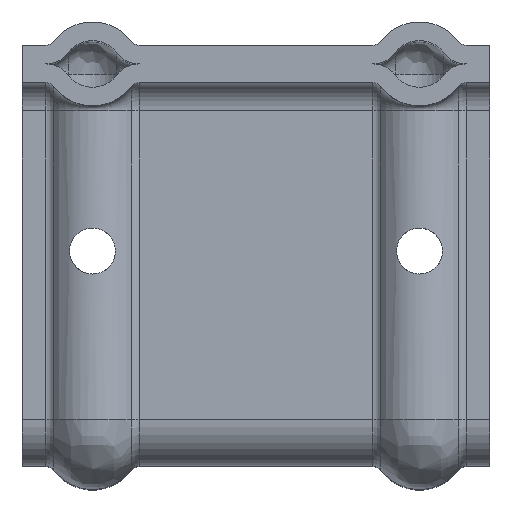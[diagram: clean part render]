
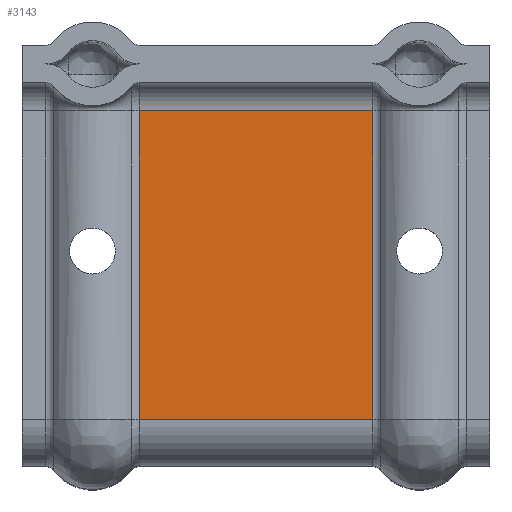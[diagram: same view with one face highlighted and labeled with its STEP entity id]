
A CAD part, top view. The second image highlights one B-rep face of the part: STEP entity #3143.
In plain terms, the highlighted planar face has unit normal (0, 0, 1).
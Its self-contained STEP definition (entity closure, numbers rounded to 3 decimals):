
#101=PLANE('',#3450);
#217=FACE_OUTER_BOUND('',#416,.T.);
#416=EDGE_LOOP('',(#2228,#2229,#2230,#2231));
#832=LINE('',#5342,#1027);
#850=LINE('',#5428,#1045);
#851=LINE('',#5432,#1046);
#852=LINE('',#5433,#1047);
#1027=VECTOR('',#4077,10.);
#1045=VECTOR('',#4165,10.);
#1046=VECTOR('',#4170,10.);
#1047=VECTOR('',#4171,10.);
#1267=VERTEX_POINT('',#5336);
#1268=VERTEX_POINT('',#5340);
#1286=VERTEX_POINT('',#5427);
#1287=VERTEX_POINT('',#5431);
#1592=EDGE_CURVE('',#1267,#1268,#832,.T.);
#1628=EDGE_CURVE('',#1286,#1267,#850,.T.);
#1630=EDGE_CURVE('',#1287,#1268,#851,.T.);
#1631=EDGE_CURVE('',#1286,#1287,#852,.T.);
#2228=ORIENTED_EDGE('',*,*,#1592,.T.);
#2229=ORIENTED_EDGE('',*,*,#1630,.F.);
#2230=ORIENTED_EDGE('',*,*,#1631,.F.);
#2231=ORIENTED_EDGE('',*,*,#1628,.T.);
#3143=ADVANCED_FACE('',(#217),#101,.T.);
#3450=AXIS2_PLACEMENT_3D('',#5430,#4168,#4169);
#4077=DIRECTION('',(1.,0.,0.));
#4165=DIRECTION('',(0.,-1.,0.));
#4168=DIRECTION('center_axis',(0.,0.,
1.));
#4169=DIRECTION('ref_axis',(-1.,0.,0.));
#4170=DIRECTION('',(0.,-1.,0.));
#4171=DIRECTION('',(1.,0.,0.));
#5336=CARTESIAN_POINT('',(12.5,-40.,-22.));
#5340=CARTESIAN_POINT('',(37.5,-40.,-22.));
#5342=CARTESIAN_POINT('',(37.5,-40.,-22.));
#5427=CARTESIAN_POINT('',(12.5,-7.,-22.));
#5428=CARTESIAN_POINT('',(12.5,-7.,-22.));
#5430=CARTESIAN_POINT('Origin',(12.5,-7.,-22.));
#5431=CARTESIAN_POINT('',(37.5,-7.,-22.));
#5432=CARTESIAN_POINT('',(37.5,-7.,-22.));
#5433=CARTESIAN_POINT('',(37.5,-7.,-22.));
